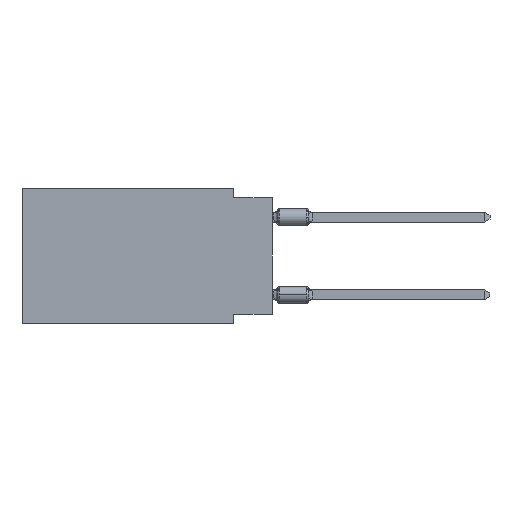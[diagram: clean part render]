
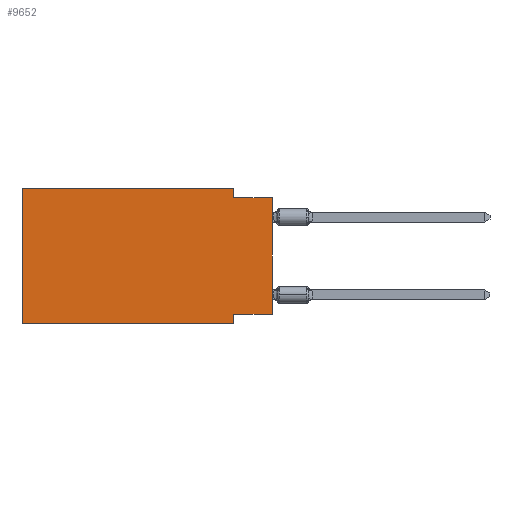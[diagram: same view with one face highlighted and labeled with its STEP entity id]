
A CAD part, left-side view. The second image highlights one B-rep face of the part: STEP entity #9652.
In plain terms, the highlighted planar face has unit normal (-1, 0, 0).
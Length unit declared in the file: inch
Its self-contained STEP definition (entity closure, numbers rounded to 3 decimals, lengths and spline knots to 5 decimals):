
#545 = ORIENTED_EDGE ( 'NONE', *, *, #18107, .F. ) ;
#675 = DIRECTION ( 'NONE',  ( 0., 0., -1. ) ) ;
#796 = VECTOR ( 'NONE', #10604, 39.37008 ) ;
#1047 = ORIENTED_EDGE ( 'NONE', *, *, #6772, .F. ) ;
#1063 = EDGE_CURVE ( 'NONE', #13568, #14225, #7731, .T. ) ;
#1267 = EDGE_LOOP ( 'NONE', ( #7365, #2606, #12125, #1047, #3740, #6587, #545, #8010 ) ) ;
#1541 = EDGE_CURVE ( 'NONE', #6539, #1958, #11985, .T. ) ;
#1700 = VERTEX_POINT ( 'NONE', #12440 ) ;
#1837 = DIRECTION ( 'NONE',  ( 0., 0., -1. ) ) ;
#1958 = VERTEX_POINT ( 'NONE', #13448 ) ;
#2558 = DIRECTION ( 'NONE',  ( 1., 0., 0. ) ) ;
#2606 = ORIENTED_EDGE ( 'NONE', *, *, #10149, .F. ) ;
#2901 = DIRECTION ( 'NONE',  ( 0., -1., 0. ) ) ;
#3740 = ORIENTED_EDGE ( 'NONE', *, *, #3755, .F. ) ;
#3755 = EDGE_CURVE ( 'NONE', #12666, #11018, #3831, .T. ) ;
#3831 = LINE ( 'NONE', #5413, #10859 ) ;
#4049 = CARTESIAN_POINT ( 'NONE',  ( 0., 0.645, 0. ) ) ;
#4160 = CARTESIAN_POINT ( 'NONE',  ( 0., 0.1, 0. ) ) ;
#4585 = CARTESIAN_POINT ( 'NONE',  ( 0., 0., -0.025 ) ) ;
#4813 = CARTESIAN_POINT ( 'NONE',  ( 0., 0.645, 0. ) ) ;
#5413 = CARTESIAN_POINT ( 'NONE',  ( 0., 0.645, 0. ) ) ;
#6003 = LINE ( 'NONE', #11415, #9606 ) ;
#6028 = DIRECTION ( 'NONE',  ( 0., -1., 0. ) ) ;
#6539 = VERTEX_POINT ( 'NONE', #4160 ) ;
#6584 = EDGE_CURVE ( 'NONE', #12666, #1700, #8369, .T. ) ;
#6587 = ORIENTED_EDGE ( 'NONE', *, *, #6584, .T. ) ;
#6772 = EDGE_CURVE ( 'NONE', #11018, #6539, #17538, .T. ) ;
#6813 = VECTOR ( 'NONE', #6028, 39.37008 ) ;
#7365 = ORIENTED_EDGE ( 'NONE', *, *, #1063, .T. ) ;
#7430 = CARTESIAN_POINT ( 'NONE',  ( 0., 0.645, -0.35 ) ) ;
#7731 = LINE ( 'NONE', #9313, #796 ) ;
#7771 = CARTESIAN_POINT ( 'NONE',  ( 0., 0.1, -0.35 ) ) ;
#8010 = ORIENTED_EDGE ( 'NONE', *, *, #13187, .F. ) ;
#8018 = VECTOR ( 'NONE', #11242, 39.37008 ) ;
#8255 = DIRECTION ( 'NONE',  ( 0., 0., -1. ) ) ;
#8369 = LINE ( 'NONE', #12545, #8018 ) ;
#8698 = CARTESIAN_POINT ( 'NONE',  ( 0., 0., -0.325 ) ) ;
#8719 = CARTESIAN_POINT ( 'NONE',  ( 0., 0.1, -0.325 ) ) ;
#9304 = CARTESIAN_POINT ( 'NONE',  ( 0., 0., -0.025 ) ) ;
#9313 = CARTESIAN_POINT ( 'NONE',  ( 0., 0., 0. ) ) ;
#9606 = VECTOR ( 'NONE', #11691, 39.37008 ) ;
#9652 = ADVANCED_FACE ( 'NONE', ( #11027 ), #15314, .F. ) ;
#10149 = EDGE_CURVE ( 'NONE', #1958, #14225, #11383, .T. ) ;
#10449 = VECTOR ( 'NONE', #675, 39.37008 ) ;
#10604 = DIRECTION ( 'NONE',  ( 0., 0., 1. ) ) ;
#10645 = LINE ( 'NONE', #7771, #10449 ) ;
#10859 = VECTOR ( 'NONE', #11092, 39.37008 ) ;
#11018 = VERTEX_POINT ( 'NONE', #17396 ) ;
#11027 = FACE_OUTER_BOUND ( 'NONE', #1267, .T. ) ;
#11092 = DIRECTION ( 'NONE',  ( 0., 0., 1. ) ) ;
#11242 = DIRECTION ( 'NONE',  ( 0., -1., 0. ) ) ;
#11383 = LINE ( 'NONE', #4585, #12593 ) ;
#11415 = CARTESIAN_POINT ( 'NONE',  ( 0., 0., -0.325 ) ) ;
#11674 = AXIS2_PLACEMENT_3D ( 'NONE', #4049, #2558, #8255 ) ;
#11691 = DIRECTION ( 'NONE',  ( 0., 1., 0. ) ) ;
#11985 = LINE ( 'NONE', #12080, #16453 ) ;
#12080 = CARTESIAN_POINT ( 'NONE',  ( 0., 0.1, 0. ) ) ;
#12125 = ORIENTED_EDGE ( 'NONE', *, *, #1541, .F. ) ;
#12440 = CARTESIAN_POINT ( 'NONE',  ( 0., 0.1, -0.35 ) ) ;
#12545 = CARTESIAN_POINT ( 'NONE',  ( 0., 0.645, -0.35 ) ) ;
#12593 = VECTOR ( 'NONE', #2901, 39.37008 ) ;
#12666 = VERTEX_POINT ( 'NONE', #7430 ) ;
#13083 = VERTEX_POINT ( 'NONE', #8719 ) ;
#13187 = EDGE_CURVE ( 'NONE', #13568, #13083, #6003, .T. ) ;
#13448 = CARTESIAN_POINT ( 'NONE',  ( 0., 0.1, -0.025 ) ) ;
#13568 = VERTEX_POINT ( 'NONE', #8698 ) ;
#14225 = VERTEX_POINT ( 'NONE', #9304 ) ;
#15314 = PLANE ( 'NONE',  #11674 ) ;
#16453 = VECTOR ( 'NONE', #1837, 39.37008 ) ;
#17396 = CARTESIAN_POINT ( 'NONE',  ( 0., 0.645, 0. ) ) ;
#17538 = LINE ( 'NONE', #4813, #6813 ) ;
#18107 = EDGE_CURVE ( 'NONE', #13083, #1700, #10645, .T. ) ;
